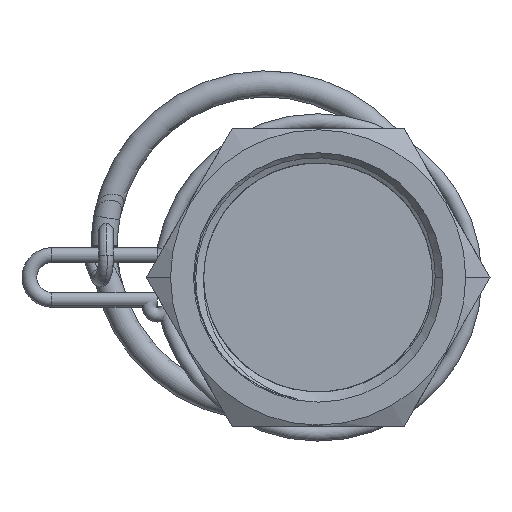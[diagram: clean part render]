
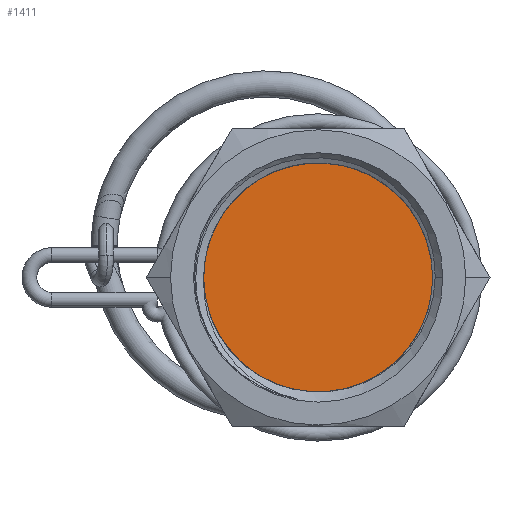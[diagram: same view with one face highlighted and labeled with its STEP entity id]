
A CAD part, left-side view. The second image highlights one B-rep face of the part: STEP entity #1411.
In plain terms, the highlighted face is planar.
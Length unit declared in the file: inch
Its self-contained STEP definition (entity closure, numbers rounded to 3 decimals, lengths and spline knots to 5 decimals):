
#593 = ORIENTED_EDGE ( 'NONE', *, *, #1152, .F. ) ;
#895 = AXIS2_PLACEMENT_3D ( 'NONE', #2764, #5463, #4205 ) ;
#1152 = EDGE_CURVE ( 'NONE', #3424, #2359, #4962, .T. ) ;
#1339 = CARTESIAN_POINT ( 'NONE',  ( 0., -0.047, 0. ) ) ;
#1346 = CIRCLE ( 'NONE', #2105, 0.48125 ) ;
#1363 = DIRECTION ( 'NONE',  ( 0., 1., 0. ) ) ;
#1411 = ADVANCED_FACE ( 'NONE', ( #5672 ), #3523, .F. ) ;
#1541 = AXIS2_PLACEMENT_3D ( 'NONE', #5264, #5867, #6658 ) ;
#2105 = AXIS2_PLACEMENT_3D ( 'NONE', #1339, #1363, #6024 ) ;
#2359 = VERTEX_POINT ( 'NONE', #7524 ) ;
#2683 = ORIENTED_EDGE ( 'NONE', *, *, #7502, .F. ) ;
#2764 = CARTESIAN_POINT ( 'NONE',  ( 0., -0.047, 0. ) ) ;
#3424 = VERTEX_POINT ( 'NONE', #3950 ) ;
#3523 = PLANE ( 'NONE',  #895 ) ;
#3950 = CARTESIAN_POINT ( 'NONE',  ( 0., -0.047, -0.48125 ) ) ;
#4205 = DIRECTION ( 'NONE',  ( 0., 0., 1. ) ) ;
#4962 = CIRCLE ( 'NONE', #1541, 0.48125 ) ;
#5264 = CARTESIAN_POINT ( 'NONE',  ( 0., -0.047, 0. ) ) ;
#5463 = DIRECTION ( 'NONE',  ( 0., 1., 0. ) ) ;
#5672 = FACE_OUTER_BOUND ( 'NONE', #6967, .T. ) ;
#5867 = DIRECTION ( 'NONE',  ( 0., 1., 0. ) ) ;
#6024 = DIRECTION ( 'NONE',  ( 0., 0., 1. ) ) ;
#6658 = DIRECTION ( 'NONE',  ( 0., 0., 1. ) ) ;
#6967 = EDGE_LOOP ( 'NONE', ( #593, #2683 ) ) ;
#7502 = EDGE_CURVE ( 'NONE', #2359, #3424, #1346, .T. ) ;
#7524 = CARTESIAN_POINT ( 'NONE',  ( 0., -0.047, 0.48125 ) ) ;
